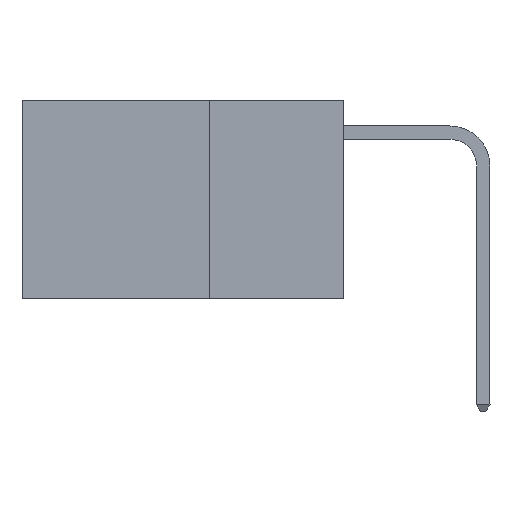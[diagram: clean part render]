
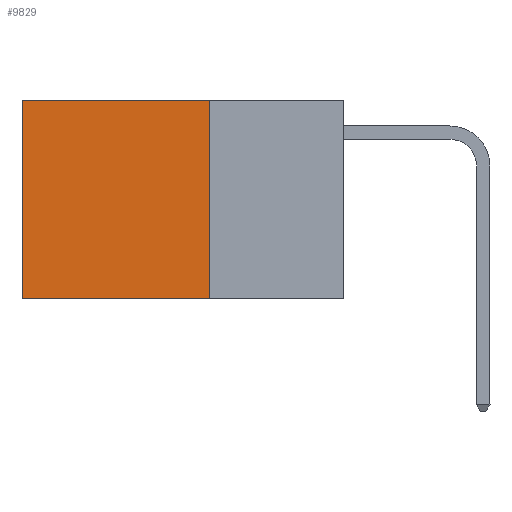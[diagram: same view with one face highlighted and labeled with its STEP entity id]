
A CAD part, left-side view. The second image highlights one B-rep face of the part: STEP entity #9829.
In plain terms, the highlighted planar face has unit normal (-1, 0, 0).
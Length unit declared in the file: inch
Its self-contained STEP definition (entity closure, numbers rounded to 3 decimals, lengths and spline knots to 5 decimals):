
#635 = LINE ( 'NONE', #4764, #13267 ) ;
#2098 = DIRECTION ( 'NONE',  ( 0., 0., -1. ) ) ;
#2492 = EDGE_CURVE ( 'NONE', #14042, #9621, #10006, .T. ) ;
#3260 = EDGE_CURVE ( 'NONE', #15336, #14042, #13000, .T. ) ;
#3866 = ORIENTED_EDGE ( 'NONE', *, *, #6606, .F. ) ;
#3943 = CARTESIAN_POINT ( 'NONE',  ( 0.2625, 0.25, -0.37 ) ) ;
#4764 = CARTESIAN_POINT ( 'NONE',  ( 0.2625, 0.25, 0. ) ) ;
#5016 = CARTESIAN_POINT ( 'NONE',  ( 0.2625, 0.6, -0.37 ) ) ;
#5867 = DIRECTION ( 'NONE',  ( 0., 0., -1. ) ) ;
#6025 = CARTESIAN_POINT ( 'NONE',  ( 0.2625, 0.25, 0. ) ) ;
#6606 = EDGE_CURVE ( 'NONE', #15336, #13624, #635, .T. ) ;
#6791 = EDGE_CURVE ( 'NONE', #13624, #9621, #17681, .T. ) ;
#7094 = EDGE_LOOP ( 'NONE', ( #16797, #11767, #3866, #11167 ) ) ;
#7108 = FACE_OUTER_BOUND ( 'NONE', #7094, .T. ) ;
#7285 = CARTESIAN_POINT ( 'NONE',  ( 0.2625, 0.25, 0. ) ) ;
#8055 = AXIS2_PLACEMENT_3D ( 'NONE', #7285, #17104, #11137 ) ;
#8292 = PLANE ( 'NONE',  #8055 ) ;
#9621 = VERTEX_POINT ( 'NONE', #5016 ) ;
#9829 = ADVANCED_FACE ( 'NONE', ( #7108 ), #8292, .F. ) ;
#10006 = LINE ( 'NONE', #14143, #12967 ) ;
#10160 = VECTOR ( 'NONE', #10256, 39.37008 ) ;
#10256 = DIRECTION ( 'NONE',  ( 0., 1., 0. ) ) ;
#11137 = DIRECTION ( 'NONE',  ( 0., 0., -1. ) ) ;
#11167 = ORIENTED_EDGE ( 'NONE', *, *, #3260, .T. ) ;
#11661 = CARTESIAN_POINT ( 'NONE',  ( 0.2625, 0.25, 0. ) ) ;
#11767 = ORIENTED_EDGE ( 'NONE', *, *, #6791, .F. ) ;
#12967 = VECTOR ( 'NONE', #5867, 39.37008 ) ;
#13000 = LINE ( 'NONE', #6025, #10160 ) ;
#13267 = VECTOR ( 'NONE', #2098, 39.37008 ) ;
#13481 = DIRECTION ( 'NONE',  ( 0., 1., 0. ) ) ;
#13624 = VERTEX_POINT ( 'NONE', #16248 ) ;
#14042 = VERTEX_POINT ( 'NONE', #15777 ) ;
#14143 = CARTESIAN_POINT ( 'NONE',  ( 0.2625, 0.6, 0. ) ) ;
#14446 = VECTOR ( 'NONE', #13481, 39.37008 ) ;
#15336 = VERTEX_POINT ( 'NONE', #11661 ) ;
#15777 = CARTESIAN_POINT ( 'NONE',  ( 0.2625, 0.6, 0. ) ) ;
#16248 = CARTESIAN_POINT ( 'NONE',  ( 0.2625, 0.25, -0.37 ) ) ;
#16797 = ORIENTED_EDGE ( 'NONE', *, *, #2492, .T. ) ;
#17104 = DIRECTION ( 'NONE',  ( 1., 0., 0. ) ) ;
#17681 = LINE ( 'NONE', #3943, #14446 ) ;
